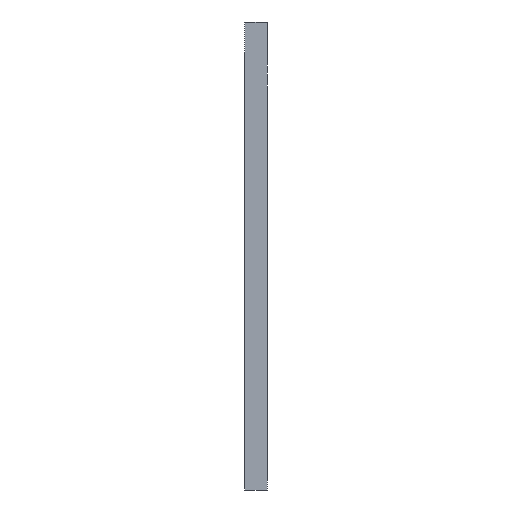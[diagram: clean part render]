
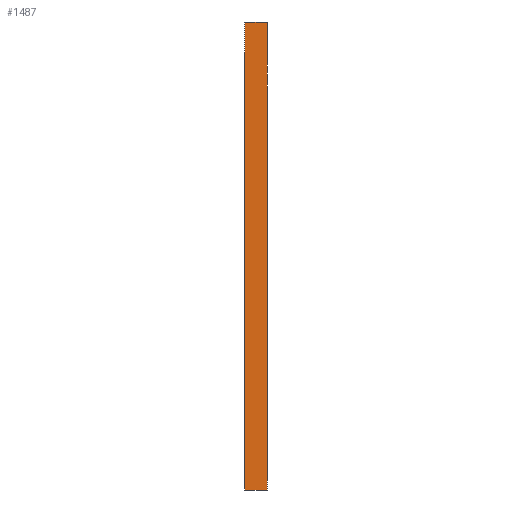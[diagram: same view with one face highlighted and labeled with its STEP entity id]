
A CAD part, left-side view. The second image highlights one B-rep face of the part: STEP entity #1487.
In plain terms, the highlighted planar face has unit normal (-1, 0, 0).
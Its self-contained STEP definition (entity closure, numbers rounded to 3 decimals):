
#116 = EDGE_CURVE ( 'NONE', #1315, #944, #1495, .T. ) ;
#122 = EDGE_LOOP ( 'NONE', ( #1858, #1181, #1171, #855 ) ) ;
#201 = VECTOR ( 'NONE', #511, 1000. ) ;
#225 = DIRECTION ( 'NONE',  ( 0., 0., -1. ) ) ;
#358 = CARTESIAN_POINT ( 'NONE',  ( -20., 1.8, -18.975 ) ) ;
#412 = EDGE_CURVE ( 'NONE', #1479, #944, #1847, .T. ) ;
#511 = DIRECTION ( 'NONE',  ( 0., -1., 0. ) ) ;
#552 = DIRECTION ( 'NONE',  ( 0., -1., 0. ) ) ;
#603 = LINE ( 'NONE', #358, #201 ) ;
#634 = CARTESIAN_POINT ( 'NONE',  ( -20., 0., 18.975 ) ) ;
#658 = AXIS2_PLACEMENT_3D ( 'NONE', #663, #1082, #225 ) ;
#663 = CARTESIAN_POINT ( 'NONE',  ( -20., 1.8, -18.975 ) ) ;
#756 = CARTESIAN_POINT ( 'NONE',  ( -20., 1.8, -18.975 ) ) ;
#844 = LINE ( 'NONE', #1118, #1413 ) ;
#855 = ORIENTED_EDGE ( 'NONE', *, *, #1461, .T. ) ;
#918 = DIRECTION ( 'NONE',  ( 0., 0., 1. ) ) ;
#944 = VERTEX_POINT ( 'NONE', #634 ) ;
#1009 = VECTOR ( 'NONE', #552, 1000. ) ;
#1082 = DIRECTION ( 'NONE',  ( 1., 0., 0. ) ) ;
#1091 = CARTESIAN_POINT ( 'NONE',  ( -20., 0., -18.975 ) ) ;
#1118 = CARTESIAN_POINT ( 'NONE',  ( -20., 1.8, -18.975 ) ) ;
#1121 = FACE_OUTER_BOUND ( 'NONE', #122, .T. ) ;
#1135 = CARTESIAN_POINT ( 'NONE',  ( -20., 1.8, 18.975 ) ) ;
#1171 = ORIENTED_EDGE ( 'NONE', *, *, #1542, .F. ) ;
#1181 = ORIENTED_EDGE ( 'NONE', *, *, #116, .F. ) ;
#1190 = VECTOR ( 'NONE', #918, 1000. ) ;
#1315 = VERTEX_POINT ( 'NONE', #1809 ) ;
#1406 = DIRECTION ( 'NONE',  ( 0., 0., 1. ) ) ;
#1413 = VECTOR ( 'NONE', #1406, 1000. ) ;
#1461 = EDGE_CURVE ( 'NONE', #1832, #1479, #603, .T. ) ;
#1479 = VERTEX_POINT ( 'NONE', #1853 ) ;
#1487 = ADVANCED_FACE ( 'NONE', ( #1121 ), #1531, .F. ) ;
#1495 = LINE ( 'NONE', #1135, #1009 ) ;
#1531 = PLANE ( 'NONE',  #658 ) ;
#1542 = EDGE_CURVE ( 'NONE', #1832, #1315, #844, .T. ) ;
#1809 = CARTESIAN_POINT ( 'NONE',  ( -20., 1.8, 18.975 ) ) ;
#1832 = VERTEX_POINT ( 'NONE', #756 ) ;
#1847 = LINE ( 'NONE', #1091, #1190 ) ;
#1853 = CARTESIAN_POINT ( 'NONE',  ( -20., 0., -18.975 ) ) ;
#1858 = ORIENTED_EDGE ( 'NONE', *, *, #412, .T. ) ;
